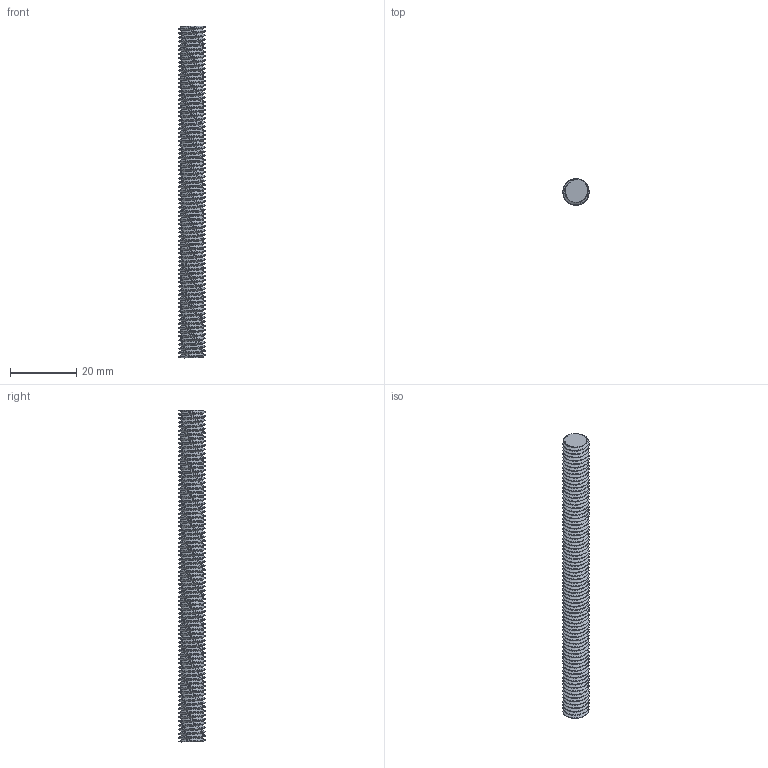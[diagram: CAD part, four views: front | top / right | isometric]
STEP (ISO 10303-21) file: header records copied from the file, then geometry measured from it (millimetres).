
FILE_DESCRIPTION(/* description */ (''),/* implementation_level */ '2;1');
FILE_NAME(/* name */ 'Axis 8x100 v2.stp',/* time_stamp */ '2020-12-05T18:17:25+01:00',/* author */ (''),/* organization */ (''),/* preprocessor_version */ 'ST-DEVELOPER v18.1',/* originating_system */ 'Autodesk Translation Framework v9.3.0.1241',/* authorisation */ '');
FILE_SCHEMA (('AUTOMOTIVE_DESIGN { 1 0 10303 214 3 1 1 }'));
Length unit declared in the file: millimetre
Products named in the file (1): Axis 8x100
Bounding box: 7.88 x 7.88 x 100 mm (x, y, z)
Volume: 4003.1 mm3; surface area: 3794.7 mm2
Topology: 1 solids, 1 shells, 166 faces, 492 edges, 328 vertices
Faces by surface type: cylinder 162, bspline 2, plane 2
Full cylindrical faces by diameter (mm): 6.446 x33, 7.866 x55
Entity records: 14240 total; most frequent: CARTESIAN_POINT 10416, ORIENTED_EDGE 984, DIRECTION 498, EDGE_CURVE 492, B_SPLINE_CURVE_WITH_KNOTS 328, VERTEX_POINT 328, AXIS2_PLACEMENT_3D 169, FACE_OUTER_BOUND 166
